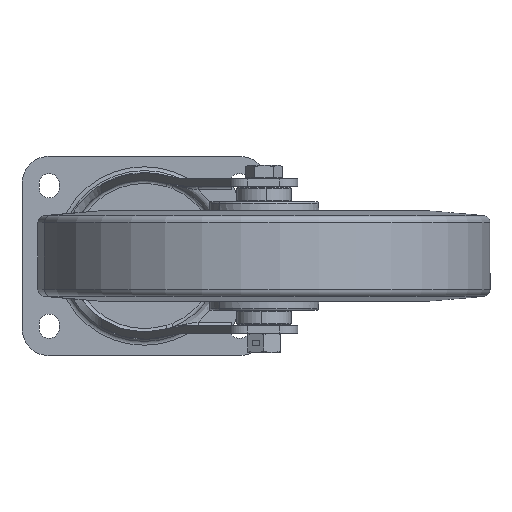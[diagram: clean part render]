
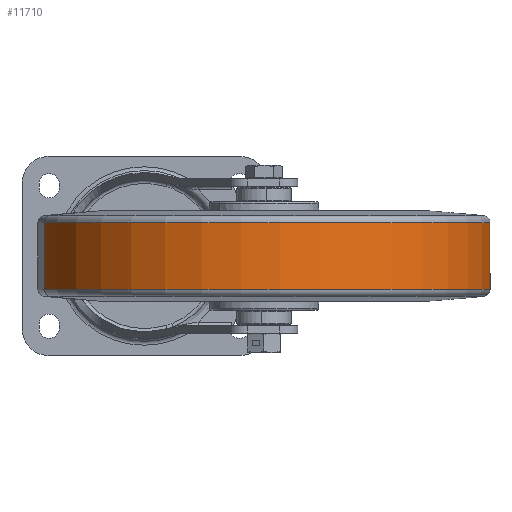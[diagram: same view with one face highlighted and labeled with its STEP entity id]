
A CAD part, front view. The second image highlights one B-rep face of the part: STEP entity #11710.
In plain terms, the highlighted cylindrical face has radius 125 mm (diameter 250 mm), a partial arc.
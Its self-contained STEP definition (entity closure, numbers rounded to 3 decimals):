
#475 = CARTESIAN_POINT ( 'NONE',  ( 66., -149.5, -18.328 ) ) ;
#523 = EDGE_CURVE ( 'NONE', #5633, #11012, #13804, .T. ) ;
#544 = EDGE_CURVE ( 'NONE', #5257, #5702, #12833, .T. ) ;
#597 = EDGE_CURVE ( 'NONE', #5633, #5257, #777, .T. ) ;
#601 = EDGE_CURVE ( 'NONE', #5702, #11012, #1448, .T. ) ;
#614 = EDGE_LOOP ( 'NONE', ( #11297, #6484, #9116, #7649 ) ) ;
#777 = CIRCLE ( 'NONE', #6696, 125. ) ;
#1448 = CIRCLE ( 'NONE', #4439, 125. ) ;
#3196 = DIRECTION ( 'NONE',  ( 0., 0., -1. ) ) ;
#4439 = AXIS2_PLACEMENT_3D ( 'NONE', #475, #8528, #16077 ) ;
#4684 = CARTESIAN_POINT ( 'NONE',  ( -55.241, -179.924, -12.546 ) ) ;
#4872 = CARTESIAN_POINT ( 'NONE',  ( -55.241, -179.924, 18.328 ) ) ;
#5257 = VERTEX_POINT ( 'NONE', #4872 ) ;
#5633 = VERTEX_POINT ( 'NONE', #6692 ) ;
#5702 = VERTEX_POINT ( 'NONE', #6887 ) ;
#6152 = DIRECTION ( 'NONE',  ( 0., 0., -1. ) ) ;
#6484 = ORIENTED_EDGE ( 'NONE', *, *, #597, .T. ) ;
#6692 = CARTESIAN_POINT ( 'NONE',  ( 187.241, -119.076, 18.328 ) ) ;
#6696 = AXIS2_PLACEMENT_3D ( 'NONE', #12395, #3196, #11150 ) ;
#6887 = CARTESIAN_POINT ( 'NONE',  ( -55.241, -179.924, -18.328 ) ) ;
#7649 = ORIENTED_EDGE ( 'NONE', *, *, #601, .T. ) ;
#7785 = CARTESIAN_POINT ( 'NONE',  ( 187.241, -119.076, -18.328 ) ) ;
#8528 = DIRECTION ( 'NONE',  ( 0., 0., 1. ) ) ;
#8751 = CARTESIAN_POINT ( 'NONE',  ( 187.241, -119.076, -12.546 ) ) ;
#9116 = ORIENTED_EDGE ( 'NONE', *, *, #544, .T. ) ;
#10745 = CYLINDRICAL_SURFACE ( 'NONE', #15918, 125. ) ;
#11012 = VERTEX_POINT ( 'NONE', #7785 ) ;
#11077 = VECTOR ( 'NONE', #13759, 1000. ) ;
#11150 = DIRECTION ( 'NONE',  ( 0.97, 0.243, 0. ) ) ;
#11297 = ORIENTED_EDGE ( 'NONE', *, *, #523, .F. ) ;
#11710 = ADVANCED_FACE ( 'NONE', ( #15712 ), #10745, .T. ) ;
#12156 = VECTOR ( 'NONE', #6152, 1000. ) ;
#12395 = CARTESIAN_POINT ( 'NONE',  ( 66., -149.5, 18.328 ) ) ;
#12508 = DIRECTION ( 'NONE',  ( -0.97, -0.243, 0. ) ) ;
#12833 = LINE ( 'NONE', #4684, #11077 ) ;
#13676 = DIRECTION ( 'NONE',  ( 0., 0., -1. ) ) ;
#13759 = DIRECTION ( 'NONE',  ( 0., 0., -1. ) ) ;
#13804 = LINE ( 'NONE', #8751, #12156 ) ;
#14937 = CARTESIAN_POINT ( 'NONE',  ( 66., -149.5, -12.546 ) ) ;
#15712 = FACE_OUTER_BOUND ( 'NONE', #614, .T. ) ;
#15918 = AXIS2_PLACEMENT_3D ( 'NONE', #14937, #13676, #12508 ) ;
#16077 = DIRECTION ( 'NONE',  ( 0.97, 0.243, 0. ) ) ;
